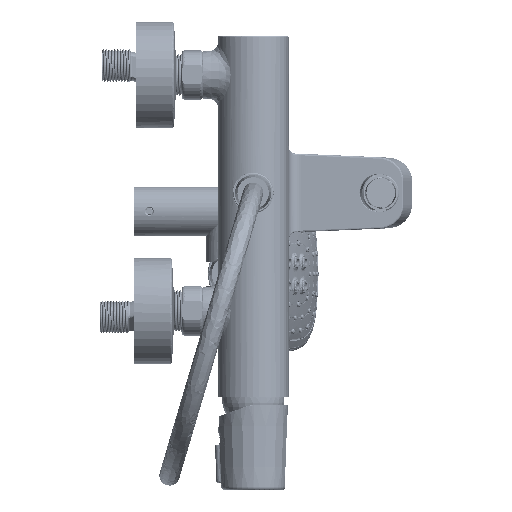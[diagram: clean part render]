
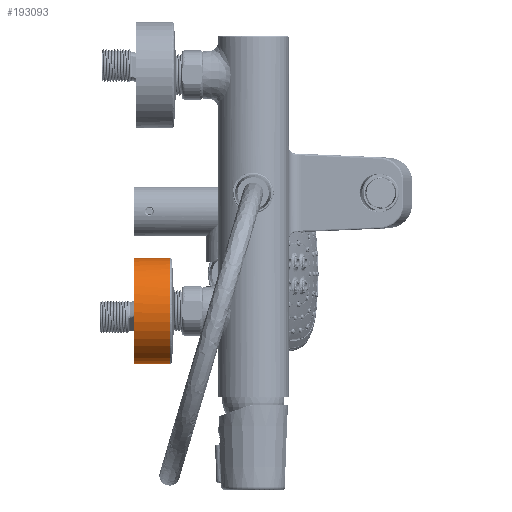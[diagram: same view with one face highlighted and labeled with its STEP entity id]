
A CAD part, front view. The second image highlights one B-rep face of the part: STEP entity #193093.
In plain terms, the highlighted cylindrical face has radius 33.75 mm (diameter 67.5 mm), a full revolution.
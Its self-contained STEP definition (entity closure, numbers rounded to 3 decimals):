
#15091 = CARTESIAN_POINT ( 'NONE',  ( -97.113, -3.042, -43.997 ) ) ;
#35531 = ORIENTED_EDGE ( 'NONE', *, *, #263813, .T. ) ;
#68321 = DIRECTION ( 'NONE',  ( -1., 0., 0. ) ) ;
#77878 = EDGE_CURVE ( 'NONE', #385994, #385994, #197242, .T. ) ;
#78993 = EDGE_LOOP ( 'NONE', ( #35531 ) ) ;
#88756 = CIRCLE ( 'NONE', #261940, 33.75 ) ;
#105550 = VERTEX_POINT ( 'NONE', #15091 ) ;
#108145 = CARTESIAN_POINT ( 'NONE',  ( -97.113, -2.054, -77.733 ) ) ;
#109754 = ORIENTED_EDGE ( 'NONE', *, *, #77878, .T. ) ;
#110671 = CARTESIAN_POINT ( 'NONE',  ( -74.657, -3.042, -43.997 ) ) ;
#140259 = DIRECTION ( 'NONE',  ( 0., -0.029, 1. ) ) ;
#146507 = CARTESIAN_POINT ( 'NONE',  ( -74.657, -2.054, -77.733 ) ) ;
#160753 = FACE_OUTER_BOUND ( 'NONE', #187944, .T. ) ;
#170420 = DIRECTION ( 'NONE',  ( 1., 0., 0. ) ) ;
#187944 = EDGE_LOOP ( 'NONE', ( #109754 ) ) ;
#193093 = ADVANCED_FACE ( 'NONE', ( #377725, #160753 ), #345571, .T. ) ;
#197242 = CIRCLE ( 'NONE', #242037, 33.75 ) ;
#206804 = DIRECTION ( 'NONE',  ( 0., -0.029, 1. ) ) ;
#242037 = AXIS2_PLACEMENT_3D ( 'NONE', #146507, #331337, #206804 ) ;
#251155 = CARTESIAN_POINT ( 'NONE',  ( -70.863, -2.054, -77.733 ) ) ;
#255555 = AXIS2_PLACEMENT_3D ( 'NONE', #251155, #68321, #319367 ) ;
#261940 = AXIS2_PLACEMENT_3D ( 'NONE', #108145, #170420, #140259 ) ;
#263813 = EDGE_CURVE ( 'NONE', #105550, #105550, #88756, .T. ) ;
#319367 = DIRECTION ( 'NONE',  ( 0., -0.029, 1. ) ) ;
#331337 = DIRECTION ( 'NONE',  ( -1., 0., 0. ) ) ;
#345571 = CYLINDRICAL_SURFACE ( 'NONE', #255555, 33.75 ) ;
#377725 = FACE_OUTER_BOUND ( 'NONE', #78993, .T. ) ;
#385994 = VERTEX_POINT ( 'NONE', #110671 ) ;
